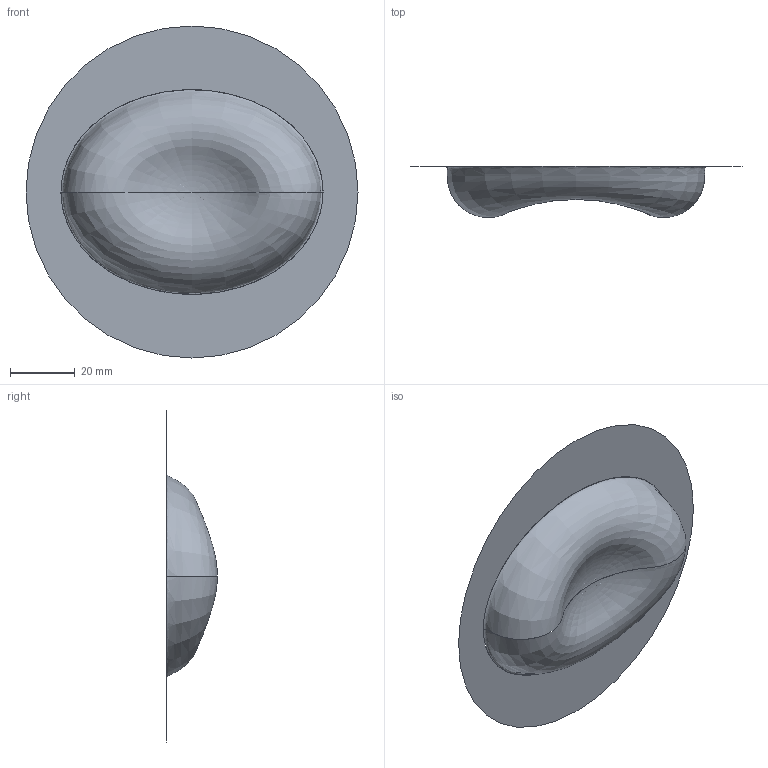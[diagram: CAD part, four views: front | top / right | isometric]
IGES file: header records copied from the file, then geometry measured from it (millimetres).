
Start section: SolidWorks IGES file using analytic representation for surfaces
Global section: file name: FlatTop.IGS; native system: SolidWorks 2006 by SolidWorks Corporation; preprocessor: SolidWorks 2006 by SolidWorks Corporation; author: Valued Customer; date: 110123.114732; units: inch
Bounding box: 102.95 x 15.74 x 102.95 mm (x, y, z)
Surface area: 9907.1 mm2 (no closed solid volume)
Topology: 0 solids, 0 shells, 3 faces, 73 edges, 71 vertices
Faces by surface type: bspline 3
